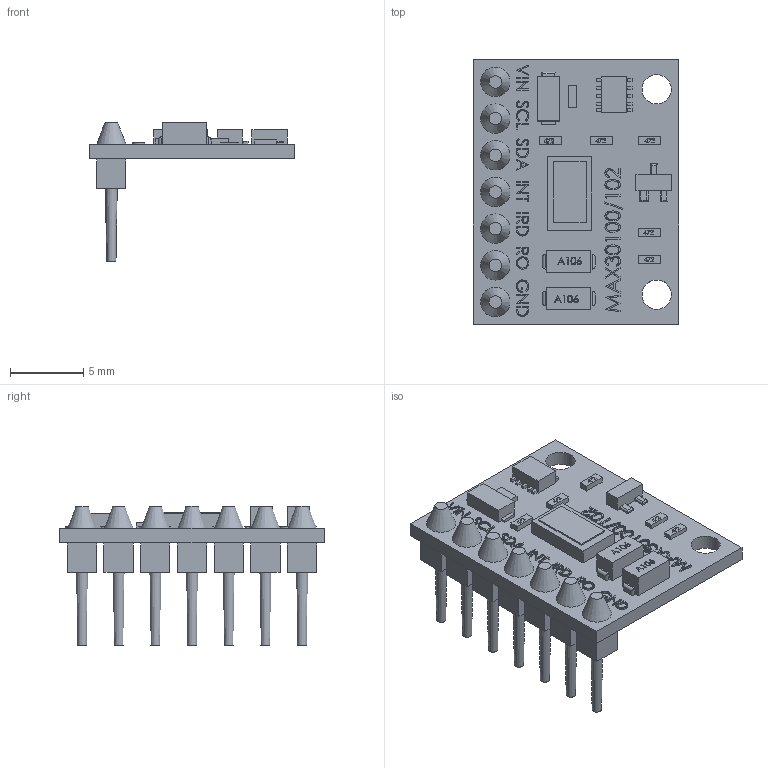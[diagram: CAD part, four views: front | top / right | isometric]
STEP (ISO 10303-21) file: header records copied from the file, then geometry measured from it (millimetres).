
FILE_DESCRIPTION(('HOOPS Exchange Step'),'2;1');
FILE_NAME('d5ade8575788f57deb8d76c73963533420220609-1-icx89v.SLDPRT.step','2022-06-09T21:07:16+00:00',('root'),('Unknown organisation'),'HOOPS Exchange 2021.0','HOOPS Exchange','Unknown authorisation');
FILE_SCHEMA( ('AUTOMOTIVE_DESIGN { 1 0 10303 214 1 1 1 1 }') );
Length unit declared in the file: millimetre
Products named in the file (2): Varsayılan; d5ade8575788f57deb8d76c73963533420220609-1-icx89v
Assembly tree (1 placements, depth 2):
  d5ade8575788f57deb8d76c73963533420220609-1-icx89v
    Varsayılan
Bounding box: 14 x 18 x 9.5 mm (x, y, z)
Volume: 355.7 mm3; surface area: 1117.4 mm2
Topology: 86 solids, 86 shells, 972 faces, 2282 edges, 1516 vertices
Faces by surface type: plane 716, extrusion 209, cylinder 33, cone 14
Full cylindrical faces by diameter (mm): 2 x9
Entity records: 37354 total; most frequent: CARTESIAN_POINT 15519, ORIENTED_EDGE 4564, DIRECTION 3683, EDGE_CURVE 2282, VECTOR 1995, LINE 1786, VERTEX_POINT 1516, EDGE_LOOP 1048
